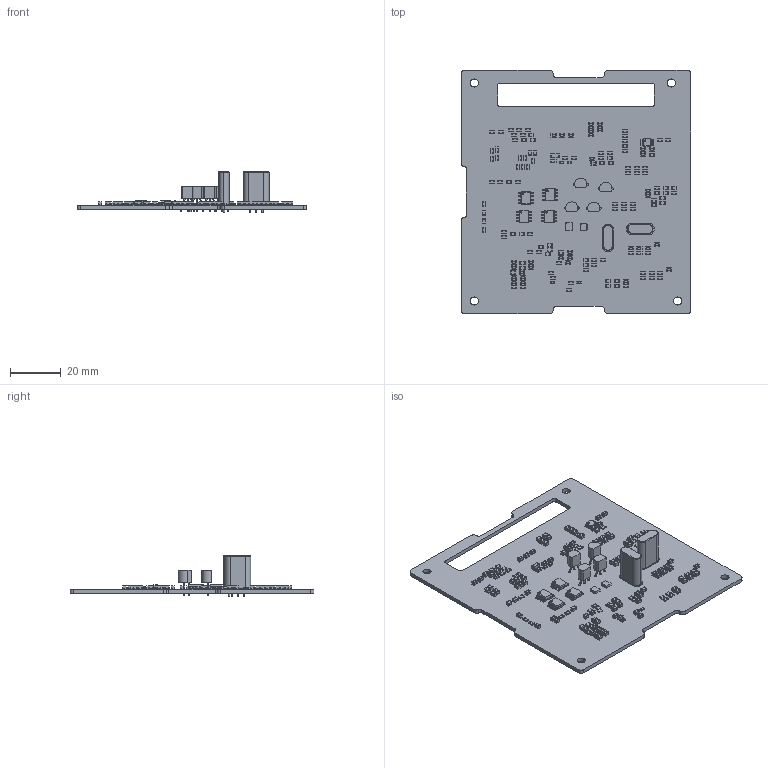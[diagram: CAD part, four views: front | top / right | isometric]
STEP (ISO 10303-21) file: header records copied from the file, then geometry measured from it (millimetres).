
FILE_DESCRIPTION(('KiCad electronic assembly'),'2;1');
FILE_NAME('Dobo_Rev1.step','2020-02-18T22:36:57',('An Author'),( 'A Company'),'Open CASCADE STEP processor 6.9', 'KiCad to STEP converter','Unknown');
FILE_SCHEMA(('AUTOMOTIVE_DESIGN { 1 0 10303 214 1 1 1 1 }'));
Length unit declared in the file: millimetre
Products named in the file (22): Open CASCADE STEP translator 6.9 1; C_0805_2012Metric; SOLID; C_1206_3216Metric; D_0603_1608Metric; MSOP-8_3x3mm_P0.65mm; L_0805_2012Metric; R_0805_2012Metric; LMX2313_IMPOSTER; COMPOUND; SOIC-8_3.9x4.9mm_P1.27mm; Crystal_HC49-U-3Pin_Vertical; TO-92_Inline_Wide
Assembly tree (175 placements, depth 3):
  Open CASCADE STEP translator 6.9 1
    C_0805_2012Metric  x95
      SOLID
    C_1206_3216Metric
      SOLID
    D_0603_1608Metric  x4
      SOLID
    MSOP-8_3x3mm_P0.65mm
      SOLID
    L_0805_2012Metric  x14
      SOLID
    R_0805_2012Metric  x37
      SOLID
    LMX2313_IMPOSTER  x2
      COMPOUND
    SOIC-8_3.9x4.9mm_P1.27mm  x4
      SOLID
    Crystal_HC49-U-3Pin_Vertical  x2
      SOLID
    TO-92_Inline_Wide  x4
      SOLID
    COMPOUND
Bounding box: 90.17 x 95.89 x 16 mm (x, y, z)
Volume: 14358.6 mm3; surface area: 20236.9 mm2
Topology: 187 solids, 187 shells, 5351 faces, 13744 edges, 9020 vertices
Faces by surface type: plane 3272, cylinder 1911, bspline 160, torus 8
Full cylindrical faces by diameter (mm): 0.312 x2, 0.5 x7, 0.6 x4, 0.8 x18, 3.18 x4
Entity records: 47579 total; most frequent: CARTESIAN_POINT 9414, DIRECTION 6411, LINE 4013, VECTOR 4013, ORIENTED_EDGE 3302, PCURVE 3302, DEFINITIONAL_REPRESENTATION 3302, EDGE_CURVE 1651
